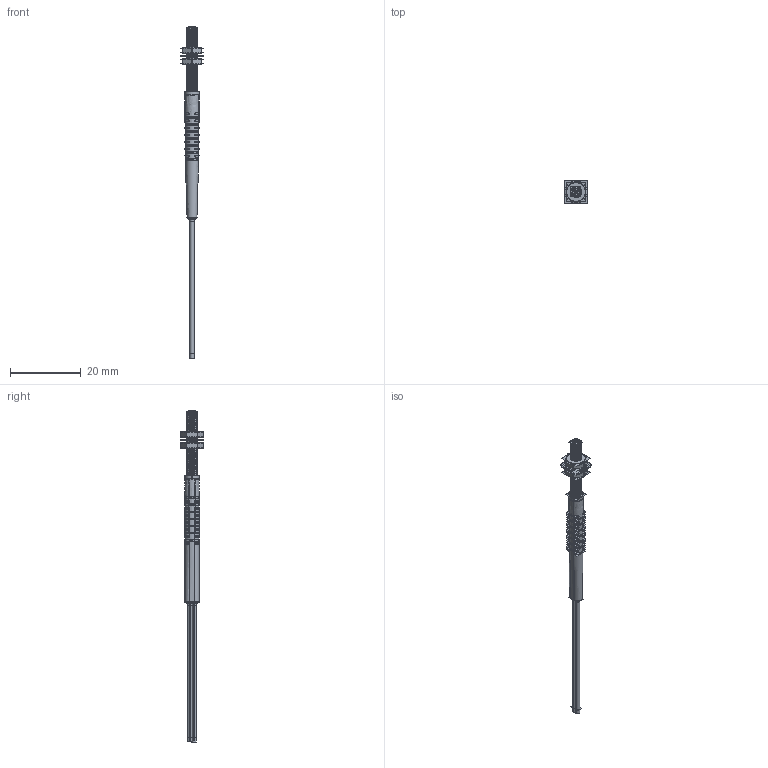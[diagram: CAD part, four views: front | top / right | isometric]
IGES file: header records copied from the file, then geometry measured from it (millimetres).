
Start section:  PTC IGES file: 161884.igs
Global section: file name: 161884.igs; native system: Pro/ENGINEER by Parametric Technology Corporation; preprocessor: 2009141; author: banengservice; organization: Unknown; date: 20120217.102810; units: millimetre
Bounding box: 6.36 x 6.41 x 94.02 mm (x, y, z)
Volume: 2916.8 mm3; surface area: 36905.3 mm2
Topology: 4 solids, 4 shells, 812 faces, 5406 edges, 7599 vertices
Faces by surface type: revolution 496, bspline 314, extrusion 2
